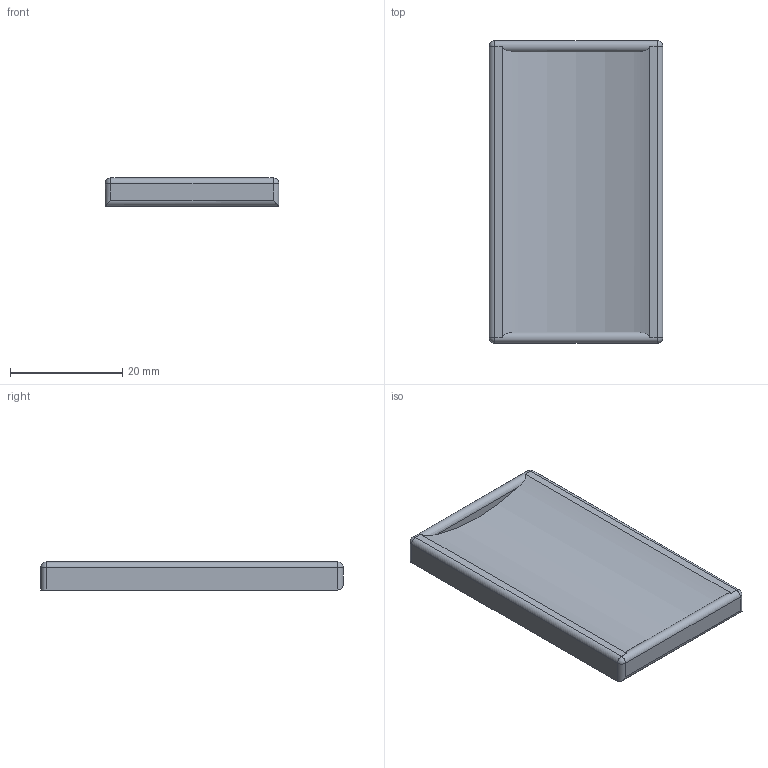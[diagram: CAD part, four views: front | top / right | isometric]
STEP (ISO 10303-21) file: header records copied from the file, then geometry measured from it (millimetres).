
FILE_DESCRIPTION(/* description */ (''),/* implementation_level */ '2;1');
FILE_NAME(/* name */ 'd9a7c9ad-9a58-48f3-a9d5-5f343a89d8a8.stp',/* time_stamp */ '2016-11-19T10:33:06+01:00',/* author */ (''),/* organization */ (''),/* preprocessor_version */ 'ST-DEVELOPER v16.5',/* originating_system */ 'Autodesk Translation Framework v5.2.0.2920',/* authorisation */ '');
FILE_SCHEMA (('AUTOMOTIVE_DESIGN { 1 0 10303 214 3 1 1 }'));
Length unit declared in the file: millimetre
Products named in the file (1): wall.support
Bounding box: 31 x 54 x 5 mm (x, y, z)
Volume: 6077.6 mm3; surface area: 4202.5 mm2
Topology: 1 solids, 1 shells, 23 faces, 49 edges, 28 vertices
Faces by surface type: cylinder 10, plane 9, sphere 4
Entity records: 667 total; most frequent: CARTESIAN_POINT 145, DIRECTION 111, ORIENTED_EDGE 98, EDGE_CURVE 49, AXIS2_PLACEMENT_3D 42, VERTEX_POINT 28, LINE 27, VECTOR 27
